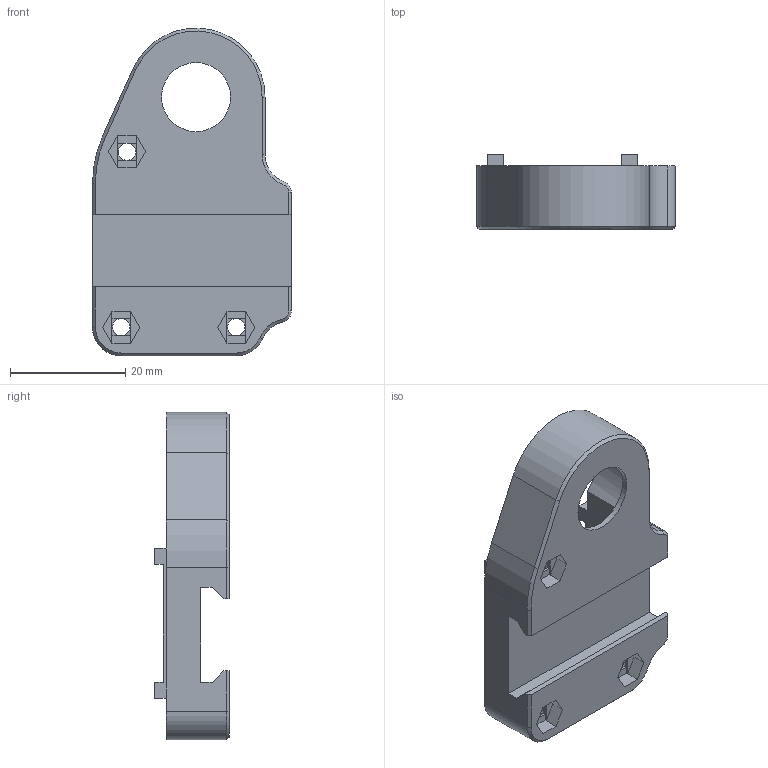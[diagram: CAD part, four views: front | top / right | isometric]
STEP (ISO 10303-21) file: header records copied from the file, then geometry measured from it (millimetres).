
FILE_DESCRIPTION(/* description */ (''),/* implementation_level */ '2;1');
FILE_NAME(/* name */ 'OBS-D-002 v20.step',/* time_stamp */ '2020-09-28T23:42:13+02:00',/* author */ (''),/* organization */ (''),/* preprocessor_version */ 'ST-DEVELOPER v18.1',/* originating_system */ 'Autodesk Translation Framework v9.3.0.1241',/* authorisation */ '');
FILE_SCHEMA (('AUTOMOTIVE_DESIGN { 1 0 10303 214 3 1 1 }'));
Length unit declared in the file: millimetre
Products named in the file (1): OBS-D-002
Bounding box: 34.6 x 13 x 56.99 mm (x, y, z)
Volume: 10582.2 mm3; surface area: 6638.3 mm2
Topology: 1 solids, 1 shells, 123 faces, 328 edges, 208 vertices
Faces by surface type: plane 102, cylinder 13, cone 8
Full cylindrical faces by diameter (mm): 3 x3, 12 x1, 21 x1
Entity records: 3787 total; most frequent: CARTESIAN_POINT 660, ORIENTED_EDGE 656, DIRECTION 619, EDGE_CURVE 328, LINE 285, VECTOR 285, VERTEX_POINT 208, AXIS2_PLACEMENT_3D 167
